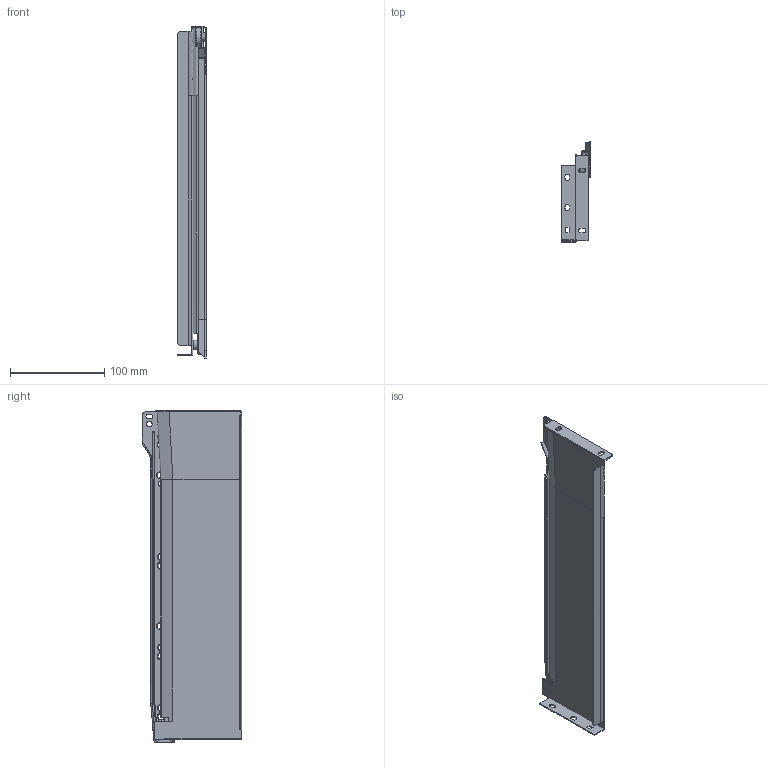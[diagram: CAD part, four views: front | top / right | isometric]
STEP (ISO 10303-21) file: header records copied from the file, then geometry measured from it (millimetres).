
FILE_DESCRIPTION (( 'STEP AP214' ), '1' );
FILE_NAME ('F000748,F000768-RIGHT-CLOSED_3D.step', '2022-11-21T18:02:56', ( '' ), ( '' ), 'SwSTEP 2.0', 'SolidWorks 2020', '' );
FILE_SCHEMA (( 'AUTOMOTIVE_DESIGN' ));
Length unit declared in the file: millimetre
Products named in the file (3): Koleèkový výsuv-pravý-venkovní èást-350mm; F000748,F000768-RIGHT-CLOSED_3D; MetalBox-SIDE-Right-H86-350
Assembly tree (2 placements, depth 2):
  F000748,F000768-RIGHT-CLOSED_3D
    Koleèkový výsuv-pravý-venkovní èást-350mm
    MetalBox-SIDE-Right-H86-350
Bounding box: 30.39 x 105.5 x 352 mm (x, y, z)
Volume: 62461.2 mm3; surface area: 111674 mm2
Topology: 2 solids, 2 shells, 285 faces, 745 edges, 468 vertices
Faces by surface type: plane 101, cylinder 90, bspline 48, cone 24, torus 22
Entity records: 10045 total; most frequent: CARTESIAN_POINT 2932, ORIENTED_EDGE 1482, DIRECTION 1460, EDGE_CURVE 741, AXIS2_PLACEMENT_3D 526, VERTEX_POINT 468, LINE 408, VECTOR 408
